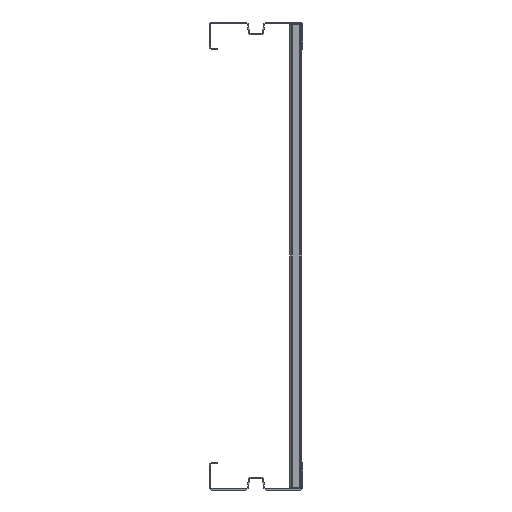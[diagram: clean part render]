
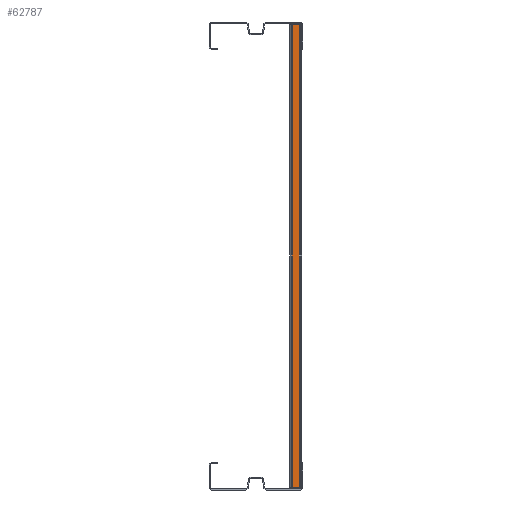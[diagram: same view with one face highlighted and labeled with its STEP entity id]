
A CAD part, left-side view. The second image highlights one B-rep face of the part: STEP entity #62787.
In plain terms, the highlighted planar face has unit normal (-1, 0, 0).
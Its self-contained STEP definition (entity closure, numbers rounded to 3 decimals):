
#62232=DIRECTION('',(0.,0.,1.));
#62233=VECTOR('',#62232,593.);
#62234=CARTESIAN_POINT('',(-15.,3.,-296.5));
#62235=LINE('',#62234,#62233);
#62236=DIRECTION('',(0.,0.,1.));
#62237=VECTOR('',#62236,593.);
#62238=CARTESIAN_POINT('',(-15.,12.,-296.5));
#62239=LINE('',#62238,#62237);
#62240=DIRECTION('',(0.,-1.,0.));
#62241=VECTOR('',#62240,9.);
#62242=CARTESIAN_POINT('',(-15.,12.,-296.5));
#62243=LINE('',#62242,#62241);
#62256=DIRECTION('',(0.,-1.,0.));
#62257=VECTOR('',#62256,9.);
#62258=CARTESIAN_POINT('',(-15.,12.,296.5));
#62259=LINE('',#62258,#62257);
#62370=CARTESIAN_POINT('',(-15.,12.,-296.5));
#62371=VERTEX_POINT('',#62370);
#62372=CARTESIAN_POINT('',(-15.,3.,-296.5));
#62373=VERTEX_POINT('',#62372);
#62390=CARTESIAN_POINT('',(-15.,12.,296.5));
#62391=VERTEX_POINT('',#62390);
#62392=CARTESIAN_POINT('',(-15.,3.,296.5));
#62393=VERTEX_POINT('',#62392);
#62773=CARTESIAN_POINT('',(-15.,12.,-296.5));
#62774=DIRECTION('',(-1.,0.,0.));
#62775=DIRECTION('',(0.,-1.,0.));
#62776=AXIS2_PLACEMENT_3D('',#62773,#62774,#62775);
#62777=PLANE('',#62776);
#62779=ORIENTED_EDGE('',*,*,#62778,.F.);
#62781=ORIENTED_EDGE('',*,*,#62780,.T.);
#62783=ORIENTED_EDGE('',*,*,#62782,.T.);
#62784=ORIENTED_EDGE('',*,*,#62765,.F.);
#62785=EDGE_LOOP('',(#62779,#62781,#62783,#62784));
#62786=FACE_OUTER_BOUND('',#62785,.F.);
#62787=ADVANCED_FACE('',(#62786),#62777,.T.);
#62765=EDGE_CURVE('',#62373,#62393,#62235,.T.);
#62778=EDGE_CURVE('',#62371,#62373,#62243,.T.);
#62780=EDGE_CURVE('',#62371,#62391,#62239,.T.);
#62782=EDGE_CURVE('',#62391,#62393,#62259,.T.);
